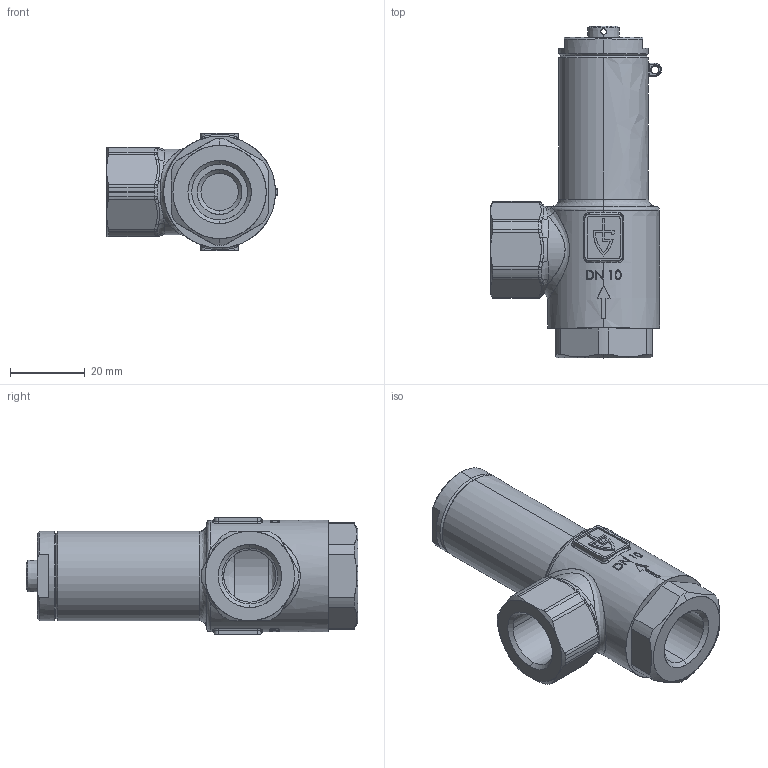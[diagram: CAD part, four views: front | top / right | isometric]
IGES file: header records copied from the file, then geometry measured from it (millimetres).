
Start section: SolidWorks IGES file using analytic representation for surfaces
Global section: file name: 417 3-8 Dummy.IGS; native system: SolidWorks 2011; preprocessor: SolidWorks 2011; author: Blankenhorn; date: 110810.093220; units: millimetre
Bounding box: 45.8 x 89 x 31.4 mm (x, y, z)
Surface area: 19481.7 mm2 (no closed solid volume)
Topology: 0 solids, 0 shells, 531 faces, 5831 edges, 5827 vertices
Faces by surface type: bspline 335, revolution 196
